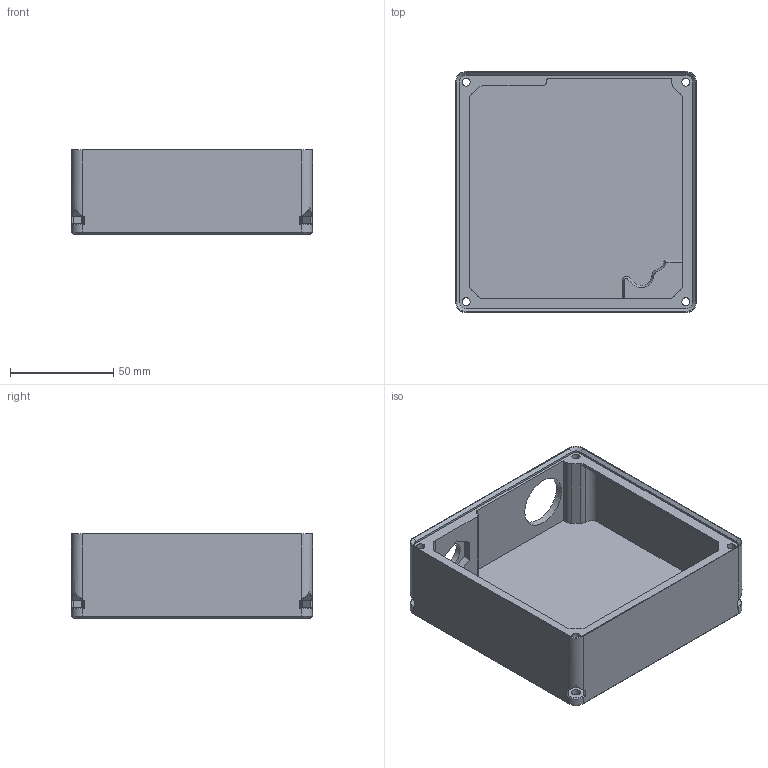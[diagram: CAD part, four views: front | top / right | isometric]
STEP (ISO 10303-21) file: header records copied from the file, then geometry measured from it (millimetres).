
FILE_DESCRIPTION(/* description */ (''),/* implementation_level */ '2;1');
FILE_NAME(/* name */ 'Base Sanyo.step',/* time_stamp */ '2023-12-27T21:12:39-08:00',/* author */ (''),/* organization */ (''),/* preprocessor_version */ 'ST-DEVELOPER v20',/* originating_system */ 'Autodesk Translation Framework v12.14.0.127',/* authorisation */ '');
FILE_SCHEMA (('AUTOMOTIVE_DESIGN { 1 0 10303 214 3 1 1 }'));
Length unit declared in the file: millimetre
Products named in the file (1): P-TET-000163
Bounding box: 117 x 117 x 40.9 mm (x, y, z)
Volume: 92733.3 mm3; surface area: 65345 mm2
Topology: 1 solids, 1 shells, 208 faces, 582 edges, 374 vertices
Faces by surface type: plane 112, cylinder 62, cone 17, bspline 17
Full cylindrical faces by diameter (mm): 3.9 x4, 4.5 x4, 13 x1
Entity records: 7290 total; most frequent: CARTESIAN_POINT 1844, ORIENTED_EDGE 1162, DIRECTION 1106, EDGE_CURVE 581, VERTEX_POINT 374, AXIS2_PLACEMENT_3D 371, LINE 364, VECTOR 364
